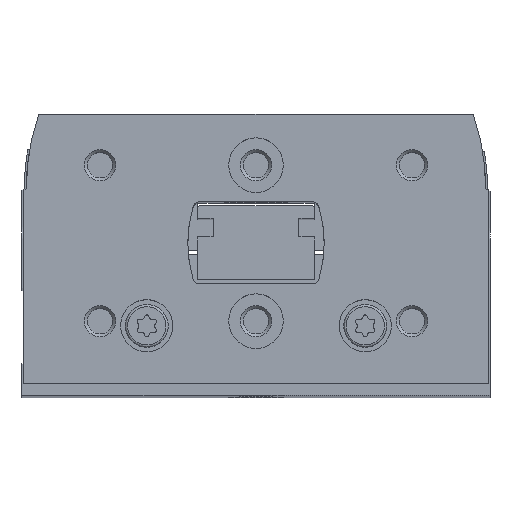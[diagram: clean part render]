
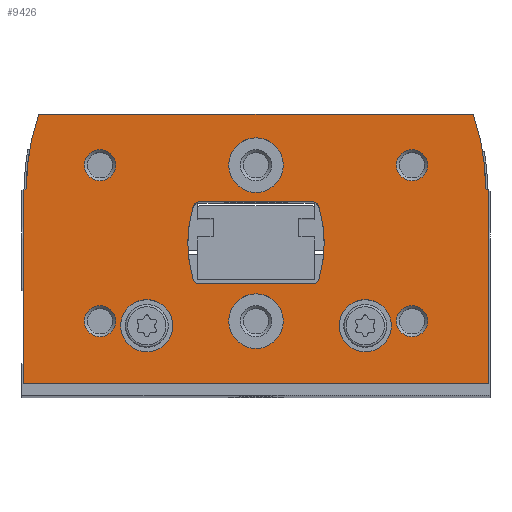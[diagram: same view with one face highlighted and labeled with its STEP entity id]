
A CAD part, top view. The second image highlights one B-rep face of the part: STEP entity #9426.
In plain terms, the highlighted planar face has unit normal (0, 0, 1).
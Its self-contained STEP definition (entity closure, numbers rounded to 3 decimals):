
#422=LINE('',#14703,#932);
#427=LINE('',#14713,#937);
#445=LINE('',#14759,#955);
#451=LINE('',#14771,#961);
#465=LINE('',#14846,#975);
#467=LINE('',#14849,#977);
#468=LINE('',#14883,#978);
#469=LINE('',#14903,#979);
#932=VECTOR('',#12071,1000.);
#937=VECTOR('',#12078,1000.);
#955=VECTOR('',#12114,1000.);
#961=VECTOR('',#12124,1000.);
#975=VECTOR('',#12182,1000.);
#977=VECTOR('',#12186,1000.);
#978=VECTOR('',#12221,1000.);
#979=VECTOR('',#12242,1000.);
#1250=PLANE('',#10266);
#2498=ORIENTED_EDGE('',*,*,#4158,.F.);
#2499=ORIENTED_EDGE('',*,*,#4159,.F.);
#2500=ORIENTED_EDGE('',*,*,#4160,.T.);
#2501=ORIENTED_EDGE('',*,*,#4161,.T.);
#2502=ORIENTED_EDGE('',*,*,#4162,.T.);
#2503=ORIENTED_EDGE('',*,*,#4163,.T.);
#2504=ORIENTED_EDGE('',*,*,#4164,.T.);
#2505=ORIENTED_EDGE('',*,*,#4165,.T.);
#2506=ORIENTED_EDGE('',*,*,#4118,.F.);
#2507=ORIENTED_EDGE('',*,*,#4138,.F.);
#2508=ORIENTED_EDGE('',*,*,#4130,.F.);
#2509=ORIENTED_EDGE('',*,*,#4127,.F.);
#2510=ORIENTED_EDGE('',*,*,#4166,.F.);
#2511=ORIENTED_EDGE('',*,*,#4167,.F.);
#2512=ORIENTED_EDGE('',*,*,#4168,.F.);
#2513=ORIENTED_EDGE('',*,*,#4121,.F.);
#2514=ORIENTED_EDGE('',*,*,#4105,.T.);
#2515=ORIENTED_EDGE('',*,*,#4099,.T.);
#2516=ORIENTED_EDGE('',*,*,#4140,.T.);
#2517=ORIENTED_EDGE('',*,*,#4070,.T.);
#2518=ORIENTED_EDGE('',*,*,#4075,.T.);
#2519=ORIENTED_EDGE('',*,*,#4079,.T.);
#2520=ORIENTED_EDGE('',*,*,#4157,.T.);
#2521=ORIENTED_EDGE('',*,*,#4111,.T.);
#4070=EDGE_CURVE('',#5011,#5010,#422,.T.);
#4075=EDGE_CURVE('',#5010,#5014,#427,.T.);
#4079=EDGE_CURVE('',#5014,#5016,#5626,.T.);
#4099=EDGE_CURVE('',#5031,#5033,#445,.T.);
#4105=EDGE_CURVE('',#5037,#5031,#451,.T.);
#4111=EDGE_CURVE('',#5042,#5037,#5632,.T.);
#4118=EDGE_CURVE('',#5046,#5047,#5635,.T.);
#4121=EDGE_CURVE('',#5047,#5048,#5636,.T.);
#4127=EDGE_CURVE('',#5052,#5053,#5639,.T.);
#4130=EDGE_CURVE('',#5053,#5055,#5640,.T.);
#4138=EDGE_CURVE('',#5055,#5046,#465,.T.);
#4140=EDGE_CURVE('',#5033,#5011,#467,.T.);
#4157=EDGE_CURVE('',#5016,#5042,#468,.T.);
#4158=EDGE_CURVE('',#5077,#5077,#5662,.T.);
#4159=EDGE_CURVE('',#5078,#5078,#5663,.T.);
#4160=EDGE_CURVE('',#5079,#5079,#5664,.T.);
#4161=EDGE_CURVE('',#5080,#5080,#5665,.T.);
#4162=EDGE_CURVE('',#5081,#5081,#5666,.T.);
#4163=EDGE_CURVE('',#5082,#5082,#5667,.T.);
#4164=EDGE_CURVE('',#5083,#5083,#5668,.T.);
#4165=EDGE_CURVE('',#5084,#5084,#5669,.T.);
#4166=EDGE_CURVE('',#5085,#5052,#5670,.T.);
#4167=EDGE_CURVE('',#5086,#5085,#469,.T.);
#4168=EDGE_CURVE('',#5048,#5086,#5671,.T.);
#5010=VERTEX_POINT('',#14702);
#5011=VERTEX_POINT('',#14704);
#5014=VERTEX_POINT('',#14712);
#5016=VERTEX_POINT('',#14719);
#5031=VERTEX_POINT('',#14753);
#5033=VERTEX_POINT('',#14758);
#5037=VERTEX_POINT('',#14769);
#5042=VERTEX_POINT('',#14784);
#5046=VERTEX_POINT('',#14798);
#5047=VERTEX_POINT('',#14800);
#5048=VERTEX_POINT('',#14808);
#5052=VERTEX_POINT('',#14821);
#5053=VERTEX_POINT('',#14823);
#5055=VERTEX_POINT('',#14832);
#5077=VERTEX_POINT('',#14886);
#5078=VERTEX_POINT('',#14888);
#5079=VERTEX_POINT('',#14890);
#5080=VERTEX_POINT('',#14892);
#5081=VERTEX_POINT('',#14894);
#5082=VERTEX_POINT('',#14896);
#5083=VERTEX_POINT('',#14898);
#5084=VERTEX_POINT('',#14900);
#5085=VERTEX_POINT('',#14902);
#5086=VERTEX_POINT('',#14904);
#5626=CIRCLE('',#10217,29.);
#5632=CIRCLE('',#10229,29.);
#5635=CIRCLE('',#10233,0.8);
#5636=CIRCLE('',#10235,16.);
#5639=CIRCLE('',#10239,16.);
#5640=CIRCLE('',#10241,0.8);
#5662=CIRCLE('',#10267,3.35);
#5663=CIRCLE('',#10268,3.35);
#5664=CIRCLE('',#10269,3.5);
#5665=CIRCLE('',#10270,3.5);
#5666=CIRCLE('',#10271,2.);
#5667=CIRCLE('',#10272,2.);
#5668=CIRCLE('',#10273,2.);
#5669=CIRCLE('',#10274,2.);
#5670=CIRCLE('',#10275,0.8);
#5671=CIRCLE('',#10276,0.8);
#6271=EDGE_LOOP('',(#2498));
#6272=EDGE_LOOP('',(#2499));
#6273=EDGE_LOOP('',(#2500));
#6274=EDGE_LOOP('',(#2501));
#6275=EDGE_LOOP('',(#2502));
#6276=EDGE_LOOP('',(#2503));
#6277=EDGE_LOOP('',(#2504));
#6278=EDGE_LOOP('',(#2505));
#6279=EDGE_LOOP('',(#2506,#2507,#2508,#2509,#2510,#2511,#2512,#2513));
#6280=EDGE_LOOP('',(#2514,#2515,#2516,#2517,#2518,#2519,#2520,#2521));
#7043=FACE_BOUND('',#6271,.T.);
#7044=FACE_BOUND('',#6272,.T.);
#7045=FACE_BOUND('',#6273,.T.);
#7046=FACE_BOUND('',#6274,.T.);
#7047=FACE_BOUND('',#6275,.T.);
#7048=FACE_BOUND('',#6276,.T.);
#7049=FACE_BOUND('',#6277,.T.);
#7050=FACE_BOUND('',#6278,.T.);
#7051=FACE_BOUND('',#6279,.T.);
#7052=FACE_BOUND('',#6280,.T.);
#9426=ADVANCED_FACE('',(#7043,#7044,#7045,#7046,#7047,#7048,#7049,#7050,
#7051,#7052),#1250,.T.);
#10217=AXIS2_PLACEMENT_3D('',#14720,#12085,#12086);
#10229=AXIS2_PLACEMENT_3D('',#14783,#12135,#12136);
#10233=AXIS2_PLACEMENT_3D('',#14799,#12146,#12147);
#10235=AXIS2_PLACEMENT_3D('',#14807,#12151,#12152);
#10239=AXIS2_PLACEMENT_3D('',#14822,#12161,#12162);
#10241=AXIS2_PLACEMENT_3D('',#14831,#12166,#12167);
#10266=AXIS2_PLACEMENT_3D('',#14884,#12222,#12223);
#10267=AXIS2_PLACEMENT_3D('',#14885,#12224,#12225);
#10268=AXIS2_PLACEMENT_3D('',#14887,#12226,#12227);
#10269=AXIS2_PLACEMENT_3D('',#14889,#12228,#12229);
#10270=AXIS2_PLACEMENT_3D('',#14891,#12230,#12231);
#10271=AXIS2_PLACEMENT_3D('',#14893,#12232,#12233);
#10272=AXIS2_PLACEMENT_3D('',#14895,#12234,#12235);
#10273=AXIS2_PLACEMENT_3D('',#14897,#12236,#12237);
#10274=AXIS2_PLACEMENT_3D('',#14899,#12238,#12239);
#10275=AXIS2_PLACEMENT_3D('',#14901,#12240,#12241);
#10276=AXIS2_PLACEMENT_3D('',#14905,#12243,#12244);
#12071=DIRECTION('',(0.,1.,0.));
#12078=DIRECTION('',(-0.866,0.5,0.));
#12085=DIRECTION('',(0.,0.,1.));
#12086=DIRECTION('',(1.,0.,0.));
#12114=DIRECTION('',(0.,-1.,0.));
#12124=DIRECTION('',(-0.866,-0.5,0.));
#12135=DIRECTION('',(0.,0.,1.));
#12136=DIRECTION('',(1.,0.,0.));
#12146=DIRECTION('',(0.,0.,1.));
#12147=DIRECTION('',(1.,0.,0.));
#12151=DIRECTION('',(0.,0.,1.));
#12152=DIRECTION('',(1.,0.,0.));
#12161=DIRECTION('',(0.,0.,1.));
#12162=DIRECTION('',(1.,0.,0.));
#12166=DIRECTION('',(0.,0.,1.));
#12167=DIRECTION('',(1.,0.,0.));
#12182=DIRECTION('',(-1.,0.,0.));
#12186=DIRECTION('',(1.,0.,0.));
#12221=DIRECTION('',(-1.,0.,0.));
#12222=DIRECTION('',(0.,0.,1.));
#12223=DIRECTION('',(1.,0.,0.));
#12224=DIRECTION('',(0.,0.,1.));
#12225=DIRECTION('',(1.,0.,0.));
#12226=DIRECTION('',(0.,0.,1.));
#12227=DIRECTION('',(1.,0.,0.));
#12228=DIRECTION('',(0.,0.,-1.));
#12229=DIRECTION('',(-1.,0.,0.));
#12230=DIRECTION('',(0.,0.,-1.));
#12231=DIRECTION('',(-1.,0.,0.));
#12232=DIRECTION('',(0.,0.,-1.));
#12233=DIRECTION('',(-1.,0.,0.));
#12234=DIRECTION('',(0.,0.,-1.));
#12235=DIRECTION('',(-1.,0.,0.));
#12236=DIRECTION('',(0.,0.,-1.));
#12237=DIRECTION('',(-1.,0.,0.));
#12238=DIRECTION('',(0.,0.,-1.));
#12239=DIRECTION('',(-1.,0.,0.));
#12240=DIRECTION('',(0.,0.,1.));
#12241=DIRECTION('',(1.,0.,0.));
#12242=DIRECTION('',(1.,0.,0.));
#12243=DIRECTION('',(0.,0.,1.));
#12244=DIRECTION('',(1.,0.,0.));
#14702=CARTESIAN_POINT('',(29.75,24.827,0.));
#14703=CARTESIAN_POINT('',(29.75,0.,0.));
#14704=CARTESIAN_POINT('',(29.75,0.,0.));
#14712=CARTESIAN_POINT('',(29.45,25.,0.));
#14713=CARTESIAN_POINT('',(29.75,24.827,0.));
#14719=CARTESIAN_POINT('',(27.85,34.5,0.));
#14720=CARTESIAN_POINT('',(0.45,25.,0.));
#14753=CARTESIAN_POINT('',(-29.75,24.827,0.));
#14758=CARTESIAN_POINT('',(-29.75,0.,0.));
#14759=CARTESIAN_POINT('',(-29.75,24.827,0.));
#14769=CARTESIAN_POINT('',(-29.45,25.,0.));
#14771=CARTESIAN_POINT('',(-29.45,25.,0.));
#14783=CARTESIAN_POINT('',(-0.45,25.,0.));
#14784=CARTESIAN_POINT('',(-27.85,34.5,0.));
#14798=CARTESIAN_POINT('',(-7.284,23.3,0.));
#14799=CARTESIAN_POINT('',(-7.284,22.5,0.));
#14800=CARTESIAN_POINT('',(-8.049,22.734,0.));
#14807=CARTESIAN_POINT('',(7.25,18.05,0.));
#14808=CARTESIAN_POINT('',(-8.049,13.366,0.));
#14821=CARTESIAN_POINT('',(8.049,13.366,0.));
#14822=CARTESIAN_POINT('',(-7.25,18.05,0.));
#14823=CARTESIAN_POINT('',(8.049,22.734,0.));
#14831=CARTESIAN_POINT('',(7.284,22.5,0.));
#14832=CARTESIAN_POINT('',(7.284,23.3,0.));
#14846=CARTESIAN_POINT('',(7.284,23.3,0.));
#14849=CARTESIAN_POINT('',(-29.75,0.,0.));
#14883=CARTESIAN_POINT('',(27.85,34.5,0.));
#14884=CARTESIAN_POINT('',(0.45,25.,0.));
#14885=CARTESIAN_POINT('',(-14.,7.4,0.));
#14886=CARTESIAN_POINT('',(-10.65,7.4,0.));
#14887=CARTESIAN_POINT('',(14.,7.4,0.));
#14888=CARTESIAN_POINT('',(17.35,7.4,0.));
#14889=CARTESIAN_POINT('',(0.,8.,0.));
#14890=CARTESIAN_POINT('',(-3.5,8.,0.));
#14891=CARTESIAN_POINT('',(0.,28.,0.));
#14892=CARTESIAN_POINT('',(-3.5,28.,0.));
#14893=CARTESIAN_POINT('',(20.,8.,0.));
#14894=CARTESIAN_POINT('',(18.,8.,0.));
#14895=CARTESIAN_POINT('',(-20.,8.,0.));
#14896=CARTESIAN_POINT('',(-22.,8.,0.));
#14897=CARTESIAN_POINT('',(-20.,28.,0.));
#14898=CARTESIAN_POINT('',(-22.,28.,0.));
#14899=CARTESIAN_POINT('',(20.,28.,0.));
#14900=CARTESIAN_POINT('',(18.,28.,0.));
#14901=CARTESIAN_POINT('',(7.284,13.6,0.));
#14902=CARTESIAN_POINT('',(7.284,12.8,0.));
#14903=CARTESIAN_POINT('',(-7.284,12.8,0.));
#14904=CARTESIAN_POINT('',(-7.284,12.8,0.));
#14905=CARTESIAN_POINT('',(-7.284,13.6,0.));
